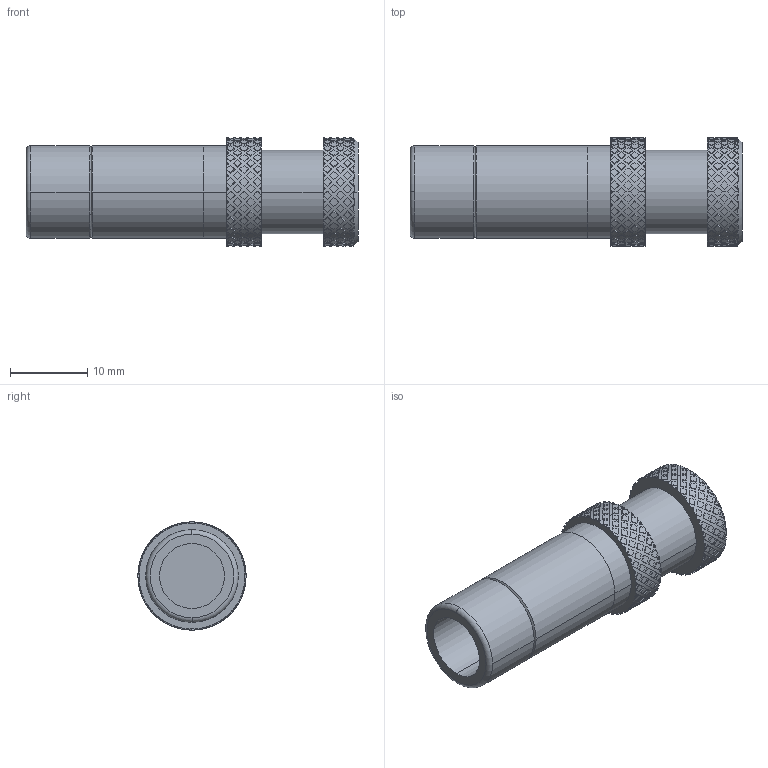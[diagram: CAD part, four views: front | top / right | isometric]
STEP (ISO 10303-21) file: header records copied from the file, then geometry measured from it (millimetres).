
FILE_DESCRIPTION(('STEP AP214'),'1');
FILE_NAME('3626_12_00.stp','2016-07-07T14:26:01',('TraceParts'),('TraceParts S.A.'),'Spatial InterOp 3D',' ',' ');
FILE_SCHEMA(('automotive_design'));
Length unit declared in the file: millimetre
Products named in the file (1): 1
Bounding box: 43 x 14 x 14 mm (x, y, z)
Volume: 2880.9 mm3; surface area: 3259.6 mm2
Topology: 1 solids, 1 shells, 1600 faces, 4101 edges, 2725 vertices
Faces by surface type: plane 1233, cylinder 359, cone 6, torus 2
Entity records: 50026 total; most frequent: DIRECTION 9805, CARTESIAN_POINT 8627, ORIENTED_EDGE 8202, AXIS2_PLACEMENT_3D 4203, EDGE_CURVE 4101, VERTEX_POINT 2725, ELLIPSE 2288, EDGE_LOOP 1822
